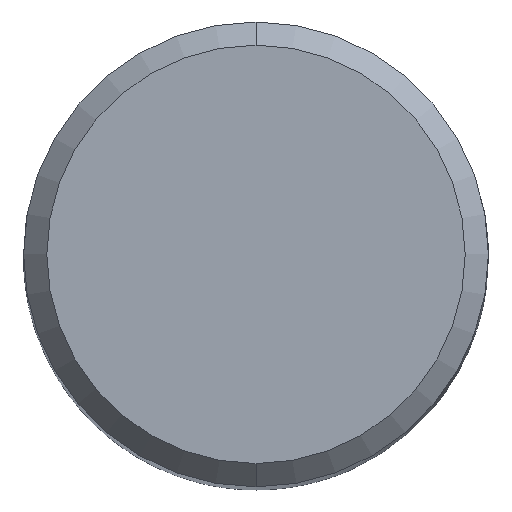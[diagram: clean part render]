
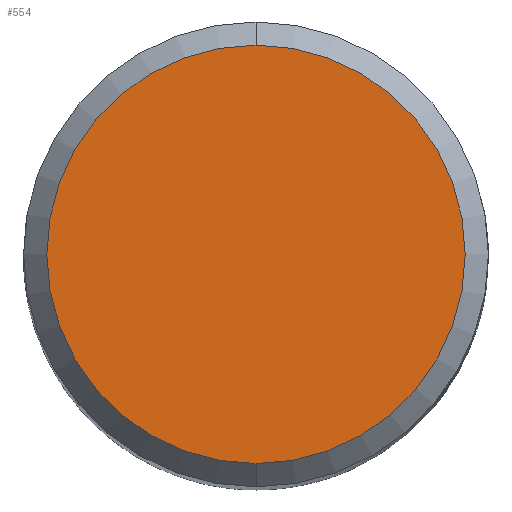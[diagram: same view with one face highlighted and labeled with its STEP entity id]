
A CAD part, top view. The second image highlights one B-rep face of the part: STEP entity #554.
In plain terms, the highlighted planar face has unit normal (0, 0, 1).
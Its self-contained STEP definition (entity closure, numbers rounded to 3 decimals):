
#510=EDGE_CURVE('',#808,#876,#1238,.T.);
#554=ADVANCED_FACE('',(#1289),#1290,.T.);
#808=VERTEX_POINT('',#1563);
#876=VERTEX_POINT('',#1637);
#1072=EDGE_CURVE('',#876,#808,#1849,.T.);
#1238=CIRCLE('',#2384,5.4);
#1289=FACE_OUTER_BOUND('',#2508,.T.);
#1290=PLANE('',#2509);
#1563=CARTESIAN_POINT('',(0.,-5.4,0.0));
#1637=CARTESIAN_POINT('',(0.0,5.4,0.0));
#1849=CIRCLE('',#5597,5.4);
#2384=AXIS2_PLACEMENT_3D('',#5792,#5793,#5794);
#2508=EDGE_LOOP('',(#5855,#5856));
#2509=AXIS2_PLACEMENT_3D('',#5857,#5858,#5859);
#5597=AXIS2_PLACEMENT_3D('',#6438,#6439,#6440);
#5792=CARTESIAN_POINT('',(0.0,0.0,0.0));
#5793=DIRECTION('',(0.0,0.0,-1.0));
#5794=DIRECTION('',(0.0,1.0,0.0));
#5855=ORIENTED_EDGE('',*,*,#1072,.F.);
#5856=ORIENTED_EDGE('',*,*,#510,.F.);
#5857=CARTESIAN_POINT('',(0.0,2.7,0.0));
#5858=DIRECTION('',(-0.0,0.0,1.0));
#5859=DIRECTION('',(0.0,-1.0,0.0));
#6438=CARTESIAN_POINT('',(0.0,0.0,0.0));
#6439=DIRECTION('',(0.0,0.0,-1.0));
#6440=DIRECTION('',(0.0,1.0,0.0));
